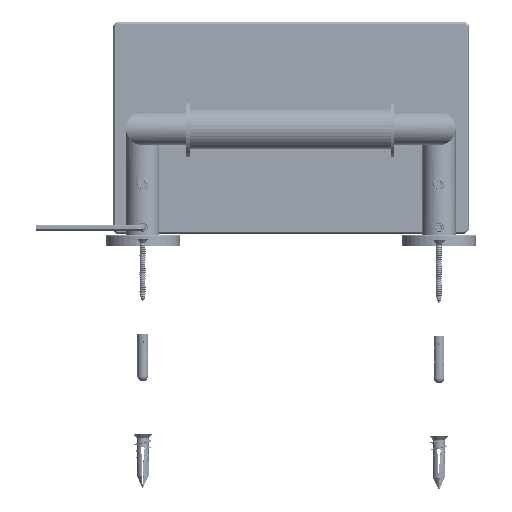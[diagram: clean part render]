
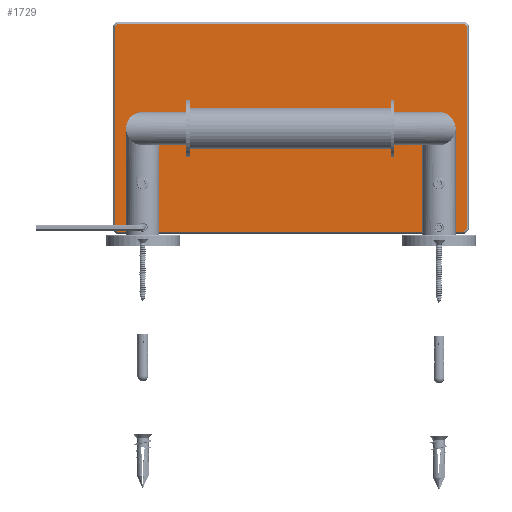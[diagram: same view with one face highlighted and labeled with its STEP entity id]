
A CAD part, front view. The second image highlights one B-rep face of the part: STEP entity #1729.
In plain terms, the highlighted planar face has unit normal (0, -1, 0).
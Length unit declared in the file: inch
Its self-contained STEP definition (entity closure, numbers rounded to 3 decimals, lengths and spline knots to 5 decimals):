
#2=CARTESIAN_POINT('',(-3.5,0.,1.181));
#3=DIRECTION('',(0.,1.,0.));
#4=DIRECTION('',(-1.,0.,0.));
#5=AXIS2_PLACEMENT_3D('',#2,#3,#4);
#7=CARTESIAN_POINT('',(-3.5,0.,1.181));
#8=DIRECTION('',(0.,1.,0.));
#9=DIRECTION('',(1.,0.,0.));
#10=AXIS2_PLACEMENT_3D('',#7,#8,#9);
#12=CARTESIAN_POINT('',(3.5,0.,1.181));
#13=DIRECTION('',(0.,1.,0.));
#14=DIRECTION('',(-1.,0.,0.));
#15=AXIS2_PLACEMENT_3D('',#12,#13,#14);
#17=CARTESIAN_POINT('',(3.5,0.,1.181));
#18=DIRECTION('',(0.,1.,0.));
#19=DIRECTION('',(1.,0.,0.));
#20=AXIS2_PLACEMENT_3D('',#17,#18,#19);
#22=DIRECTION('',(0.,0.,-1.));
#23=VECTOR('',#22,4.8);
#24=CARTESIAN_POINT('',(-4.15172,0.,4.9));
#25=LINE('',#24,#23);
#26=DIRECTION('',(-0.707,0.,-0.707));
#27=VECTOR('',#26,0.07314);
#28=CARTESIAN_POINT('',(-4.1,0.,4.95172));
#29=LINE('',#28,#27);
#30=DIRECTION('',(-1.,0.,0.));
#31=VECTOR('',#30,8.2);
#32=CARTESIAN_POINT('',(4.1,0.,4.95172));
#33=LINE('',#32,#31);
#34=DIRECTION('',(-0.707,0.,0.707));
#35=VECTOR('',#34,0.07314);
#36=CARTESIAN_POINT('',(4.15172,0.,4.9));
#37=LINE('',#36,#35);
#38=DIRECTION('',(0.,0.,1.));
#39=VECTOR('',#38,4.8);
#40=CARTESIAN_POINT('',(4.15172,0.,0.1));
#41=LINE('',#40,#39);
#42=DIRECTION('',(0.707,0.,0.707));
#43=VECTOR('',#42,0.07314);
#44=CARTESIAN_POINT('',(4.1,0.,0.04828));
#45=LINE('',#44,#43);
#46=DIRECTION('',(1.,0.,0.));
#47=VECTOR('',#46,8.2);
#48=CARTESIAN_POINT('',(-4.1,0.,0.04828));
#49=LINE('',#48,#47);
#50=DIRECTION('',(0.707,0.,-0.707));
#51=VECTOR('',#50,0.07314);
#52=CARTESIAN_POINT('',(-4.15172,0.,0.1));
#53=LINE('',#52,#51);
#1466=CARTESIAN_POINT('',(-3.6725,0.,1.181));
#1467=CARTESIAN_POINT('',(-3.3275,0.,1.181));
#1468=VERTEX_POINT('',#1466);
#1469=VERTEX_POINT('',#1467);
#1474=CARTESIAN_POINT('',(3.3275,0.,1.181));
#1475=CARTESIAN_POINT('',(3.6725,0.,1.181));
#1476=VERTEX_POINT('',#1474);
#1477=VERTEX_POINT('',#1475);
#1646=CARTESIAN_POINT('',(-4.15172,0.,4.9));
#1647=CARTESIAN_POINT('',(-4.15172,0.,0.1));
#1648=VERTEX_POINT('',#1646);
#1649=VERTEX_POINT('',#1647);
#1654=CARTESIAN_POINT('',(-4.1,0.,0.04828));
#1655=VERTEX_POINT('',#1654);
#1660=CARTESIAN_POINT('',(4.1,0.,0.04828));
#1661=VERTEX_POINT('',#1660);
#1666=CARTESIAN_POINT('',(4.15172,0.,0.1));
#1667=VERTEX_POINT('',#1666);
#1672=CARTESIAN_POINT('',(4.15172,0.,4.9));
#1673=VERTEX_POINT('',#1672);
#1678=CARTESIAN_POINT('',(4.1,0.,4.95172));
#1679=VERTEX_POINT('',#1678);
#1684=CARTESIAN_POINT('',(-4.1,0.,4.95172));
#1685=VERTEX_POINT('',#1684);
#1694=CARTESIAN_POINT('',(0.,0.,0.));
#1695=DIRECTION('',(0.,1.,0.));
#1696=DIRECTION('',(1.,0.,0.));
#1697=AXIS2_PLACEMENT_3D('',#1694,#1695,#1696);
#1698=PLANE('',#1697);
#1700=ORIENTED_EDGE('',*,*,#1699,.F.);
#1702=ORIENTED_EDGE('',*,*,#1701,.F.);
#1704=ORIENTED_EDGE('',*,*,#1703,.F.);
#1706=ORIENTED_EDGE('',*,*,#1705,.F.);
#1708=ORIENTED_EDGE('',*,*,#1707,.F.);
#1710=ORIENTED_EDGE('',*,*,#1709,.F.);
#1712=ORIENTED_EDGE('',*,*,#1711,.F.);
#1714=ORIENTED_EDGE('',*,*,#1713,.F.);
#1715=EDGE_LOOP('',(#1700,#1702,#1704,#1706,#1708,#1710,#1712,#1714));
#1716=FACE_OUTER_BOUND('',#1715,.F.);
#1718=ORIENTED_EDGE('',*,*,#1717,.F.);
#1720=ORIENTED_EDGE('',*,*,#1719,.F.);
#1721=EDGE_LOOP('',(#1718,#1720));
#1722=FACE_BOUND('',#1721,.F.);
#1724=ORIENTED_EDGE('',*,*,#1723,.F.);
#1726=ORIENTED_EDGE('',*,*,#1725,.F.);
#1727=EDGE_LOOP('',(#1724,#1726));
#1728=FACE_BOUND('',#1727,.F.);
#1729=ADVANCED_FACE('',(#1716,#1722,#1728),#1698,.F.);
#6=CIRCLE('',#5,0.1725);
#11=CIRCLE('',#10,0.1725);
#16=CIRCLE('',#15,0.1725);
#21=CIRCLE('',#20,0.1725);
#1699=EDGE_CURVE('',#1648,#1649,#25,.T.);
#1701=EDGE_CURVE('',#1685,#1648,#29,.T.);
#1703=EDGE_CURVE('',#1679,#1685,#33,.T.);
#1705=EDGE_CURVE('',#1673,#1679,#37,.T.);
#1707=EDGE_CURVE('',#1667,#1673,#41,.T.);
#1709=EDGE_CURVE('',#1661,#1667,#45,.T.);
#1711=EDGE_CURVE('',#1655,#1661,#49,.T.);
#1713=EDGE_CURVE('',#1649,#1655,#53,.T.);
#1717=EDGE_CURVE('',#1468,#1469,#6,.T.);
#1719=EDGE_CURVE('',#1469,#1468,#11,.T.);
#1723=EDGE_CURVE('',#1476,#1477,#16,.T.);
#1725=EDGE_CURVE('',#1477,#1476,#21,.T.);
